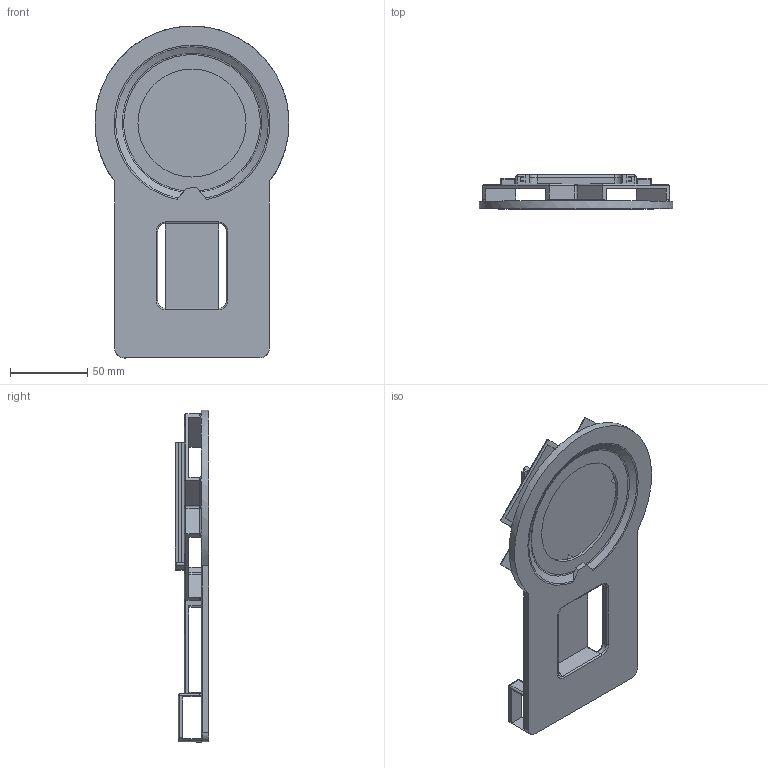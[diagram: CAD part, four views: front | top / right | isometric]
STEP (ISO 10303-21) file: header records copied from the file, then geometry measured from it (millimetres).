
FILE_DESCRIPTION(/* description */ ('','CAx-IF Rec.Pracs.---Representation and Presentation of Product Manufacturing Information (PMI)---4.0---2014-10-13'),/* implementation_level */ '2;1');
FILE_NAME(/* name */ 'BACK_2.step',/* time_stamp */ '2025-02-11T17:32:32+08:00',/* author */ (''),/* organization */ (''),/* preprocessor_version */ 'ST-DEVELOPER v20',/* originating_system */ 'Autodesk Translation Framework v13.20.0.188',/* authorisation */ '');
FILE_SCHEMA (('AP242_MANAGED_MODEL_BASED_3D_ENGINEERING_MIM_LF { 1 0 10303 442 1 1 4 }'));
Length unit declared in the file: millimetre
Products named in the file (2): 胸部2; 胸部改 v1
Assembly tree (1 placements, depth 2):
  胸部2
    胸部改 v1
Bounding box: 125.72 x 22 x 215.18 mm (x, y, z)
Volume: 145294.4 mm3; surface area: 69186.7 mm2
Topology: 3 solids, 3 shells, 225 faces, 569 edges, 345 vertices
Faces by surface type: cylinder 94, plane 90, torus 21, sphere 13, bspline 6, cone 1
Full cylindrical faces by diameter (mm): 6.05 x1, 70 x1
Entity records: 7117 total; most frequent: CARTESIAN_POINT 1609, DIRECTION 1162, ORIENTED_EDGE 1138, EDGE_CURVE 569, AXIS2_PLACEMENT_3D 411, VERTEX_POINT 345, LINE 340, VECTOR 340
